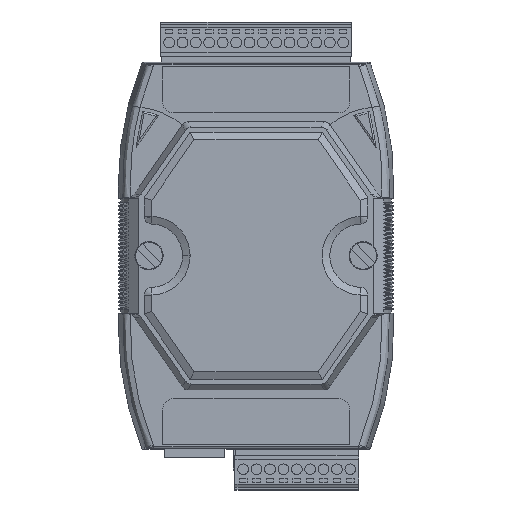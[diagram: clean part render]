
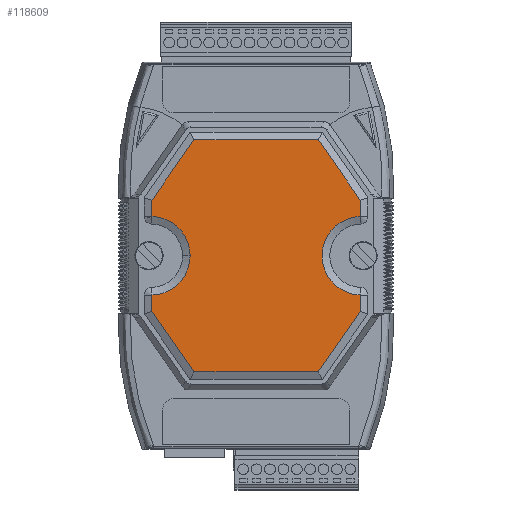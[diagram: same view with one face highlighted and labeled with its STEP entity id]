
A CAD part, top view. The second image highlights one B-rep face of the part: STEP entity #118609.
In plain terms, the highlighted planar face has unit normal (0, 0, 1).
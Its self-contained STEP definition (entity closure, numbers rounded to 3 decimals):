
#156 = FACE_OUTER_BOUND ( 'NONE', #14580, .T. ) ;
#364 = VECTOR ( 'NONE', #14914, 1000. ) ;
#5398 = CARTESIAN_POINT ( 'NONE',  ( 27.25, -10.296, 13.9 ) ) ;
#5761 = VERTEX_POINT ( 'NONE', #20939 ) ;
#6542 = VERTEX_POINT ( 'NONE', #79932 ) ;
#6564 = VECTOR ( 'NONE', #30199, 1000. ) ;
#8055 = CARTESIAN_POINT ( 'NONE',  ( 38.887, -2.208, 13.9 ) ) ;
#9924 = CARTESIAN_POINT ( 'NONE',  ( -27.25, -14.536, 13.9 ) ) ;
#10446 = LINE ( 'NONE', #30255, #134280 ) ;
#11779 = DIRECTION ( 'NONE',  ( 1., 0., 0. ) ) ;
#11799 = DIRECTION ( 'NONE',  ( 0., 1., 0. ) ) ;
#12067 = ORIENTED_EDGE ( 'NONE', *, *, #107345, .T. ) ;
#12876 = ORIENTED_EDGE ( 'NONE', *, *, #116508, .T. ) ;
#13260 = ORIENTED_EDGE ( 'NONE', *, *, #134704, .T. ) ;
#13336 = VERTEX_POINT ( 'NONE', #28746 ) ;
#14580 = EDGE_LOOP ( 'NONE', ( #70823, #89112, #115625, #127149, #110518, #24800, #12876, #91454, #126414, #12067, #117123, #13260, #125937 ) ) ;
#14914 = DIRECTION ( 'NONE',  ( 0., 1., 0. ) ) ;
#18162 = CARTESIAN_POINT ( 'NONE',  ( 16.259, 30.35, 13.9 ) ) ;
#20659 = VERTEX_POINT ( 'NONE', #120938 ) ;
#20939 = CARTESIAN_POINT ( 'NONE',  ( 27.25, 14.536, 13.9 ) ) ;
#23394 = LINE ( 'NONE', #125812, #103026 ) ;
#23532 = EDGE_CURVE ( 'NONE', #77318, #32269, #43861, .T. ) ;
#24800 = ORIENTED_EDGE ( 'NONE', *, *, #101119, .T. ) ;
#27439 = VERTEX_POINT ( 'NONE', #41589 ) ;
#28746 = CARTESIAN_POINT ( 'NONE',  ( -16.259, 30.35, 13.9 ) ) ;
#28804 = LINE ( 'NONE', #91545, #66579 ) ;
#29587 = VECTOR ( 'NONE', #51040, 1000. ) ;
#30199 = DIRECTION ( 'NONE',  ( -0.571, -0.821, 0. ) ) ;
#30255 = CARTESIAN_POINT ( 'NONE',  ( 17.305, -30.35, 13.9 ) ) ;
#30670 = LINE ( 'NONE', #72273, #76700 ) ;
#32063 = CIRCLE ( 'NONE', #90867, 10.3 ) ;
#32269 = VERTEX_POINT ( 'NONE', #56198 ) ;
#38665 = CARTESIAN_POINT ( 'NONE',  ( 27.55, 0., 13.9 ) ) ;
#41589 = CARTESIAN_POINT ( 'NONE',  ( -27.25, -10.296, 13.9 ) ) ;
#43861 = LINE ( 'NONE', #85504, #90957 ) ;
#47924 = DIRECTION ( 'NONE',  ( 0., -1., 0. ) ) ;
#50024 = DIRECTION ( 'NONE',  ( 1., 0., 0. ) ) ;
#51040 = DIRECTION ( 'NONE',  ( -0.571, 0.821, 0. ) ) ;
#52057 = LINE ( 'NONE', #114156, #105368 ) ;
#55280 = EDGE_CURVE ( 'NONE', #126006, #13336, #52057, .T. ) ;
#56198 = CARTESIAN_POINT ( 'NONE',  ( -27.25, 10.296, 13.9 ) ) ;
#56482 = EDGE_CURVE ( 'NONE', #66458, #103030, #23394, .T. ) ;
#59835 = AXIS2_PLACEMENT_3D ( 'NONE', #109762, #98853, #99540 ) ;
#60574 = EDGE_CURVE ( 'NONE', #27439, #134789, #28804, .T. ) ;
#61223 = EDGE_CURVE ( 'NONE', #5761, #126006, #102235, .T. ) ;
#64936 = VERTEX_POINT ( 'NONE', #74516 ) ;
#65895 = EDGE_CURVE ( 'NONE', #6542, #64936, #10446, .T. ) ;
#66458 = VERTEX_POINT ( 'NONE', #97560 ) ;
#66579 = VECTOR ( 'NONE', #47924, 1000. ) ;
#70823 = ORIENTED_EDGE ( 'NONE', *, *, #60574, .T. ) ;
#70850 = CARTESIAN_POINT ( 'NONE',  ( -11.486, -37.218, 13.9 ) ) ;
#72273 = CARTESIAN_POINT ( 'NONE',  ( 27.608, -14.021, 13.9 ) ) ;
#74310 = LINE ( 'NONE', #87255, #364 ) ;
#74516 = CARTESIAN_POINT ( 'NONE',  ( 16.259, -30.35, 13.9 ) ) ;
#75207 = DIRECTION ( 'NONE',  ( -1., 0., 0. ) ) ;
#75640 = DIRECTION ( 'NONE',  ( 0.571, 0.821, 0. ) ) ;
#76700 = VECTOR ( 'NONE', #75640, 1000. ) ;
#77318 = VERTEX_POINT ( 'NONE', #97247 ) ;
#79046 = DIRECTION ( 'NONE',  ( 1., 0., 0. ) ) ;
#79271 = AXIS2_PLACEMENT_3D ( 'NONE', #80757, #133988, #50024 ) ;
#79932 = CARTESIAN_POINT ( 'NONE',  ( -16.259, -30.35, 13.9 ) ) ;
#80302 = DIRECTION ( 'NONE',  ( 0., 0., -1. ) ) ;
#80757 = CARTESIAN_POINT ( 'NONE',  ( 27.25, -10.296, 13.9 ) ) ;
#84611 = EDGE_CURVE ( 'NONE', #20659, #27439, #86252, .T. ) ;
#85504 = CARTESIAN_POINT ( 'NONE',  ( -27.25, 10.296, 13.9 ) ) ;
#85963 = CIRCLE ( 'NONE', #59835, 10.3 ) ;
#86252 = CIRCLE ( 'NONE', #121140, 10.3 ) ;
#87255 = CARTESIAN_POINT ( 'NONE',  ( 27.25, -10.296, 13.9 ) ) ;
#87884 = CARTESIAN_POINT ( 'NONE',  ( 27.25, 10.296, 13.9 ) ) ;
#89112 = ORIENTED_EDGE ( 'NONE', *, *, #122404, .T. ) ;
#89973 = LINE ( 'NONE', #70850, #127618 ) ;
#90867 = AXIS2_PLACEMENT_3D ( 'NONE', #38665, #80302, #121929 ) ;
#90957 = VECTOR ( 'NONE', #116210, 1000. ) ;
#91454 = ORIENTED_EDGE ( 'NONE', *, *, #61223, .T. ) ;
#91545 = CARTESIAN_POINT ( 'NONE',  ( -27.25, -10.296, 13.9 ) ) ;
#97247 = CARTESIAN_POINT ( 'NONE',  ( -27.25, 14.536, 13.9 ) ) ;
#97560 = CARTESIAN_POINT ( 'NONE',  ( 27.25, -14.536, 13.9 ) ) ;
#98853 = DIRECTION ( 'NONE',  ( 0., 0., -1. ) ) ;
#99540 = DIRECTION ( 'NONE',  ( 1., 0., 0. ) ) ;
#100886 = DIRECTION ( 'NONE',  ( 0.571, -0.821, 0. ) ) ;
#101119 = EDGE_CURVE ( 'NONE', #103030, #128165, #32063, .T. ) ;
#102235 = LINE ( 'NONE', #8055, #29587 ) ;
#102564 = PLANE ( 'NONE',  #79271 ) ;
#103026 = VECTOR ( 'NONE', #11799, 1000. ) ;
#103030 = VERTEX_POINT ( 'NONE', #5398 ) ;
#103873 = LINE ( 'NONE', #123705, #6564 ) ;
#105368 = VECTOR ( 'NONE', #75207, 1000. ) ;
#107345 = EDGE_CURVE ( 'NONE', #13336, #77318, #103873, .T. ) ;
#109762 = CARTESIAN_POINT ( 'NONE',  ( -27.55, 0., 13.9 ) ) ;
#110518 = ORIENTED_EDGE ( 'NONE', *, *, #56482, .T. ) ;
#114156 = CARTESIAN_POINT ( 'NONE',  ( -17.305, 30.35, 13.9 ) ) ;
#115625 = ORIENTED_EDGE ( 'NONE', *, *, #65895, .T. ) ;
#116210 = DIRECTION ( 'NONE',  ( 0., -1., 0. ) ) ;
#116508 = EDGE_CURVE ( 'NONE', #128165, #5761, #74310, .T. ) ;
#117123 = ORIENTED_EDGE ( 'NONE', *, *, #23532, .T. ) ;
#118609 = ADVANCED_FACE ( 'NONE', ( #156 ), #102564, .T. ) ;
#120938 = CARTESIAN_POINT ( 'NONE',  ( -17.25, 0., 13.9 ) ) ;
#121140 = AXIS2_PLACEMENT_3D ( 'NONE', #130952, #130287, #79046 ) ;
#121929 = DIRECTION ( 'NONE',  ( 1., 0., 0. ) ) ;
#122404 = EDGE_CURVE ( 'NONE', #134789, #6542, #89973, .T. ) ;
#123705 = CARTESIAN_POINT ( 'NONE',  ( -27.608, 14.021, 13.9 ) ) ;
#125812 = CARTESIAN_POINT ( 'NONE',  ( 27.25, -10.296, 13.9 ) ) ;
#125937 = ORIENTED_EDGE ( 'NONE', *, *, #84611, .T. ) ;
#126006 = VERTEX_POINT ( 'NONE', #18162 ) ;
#126414 = ORIENTED_EDGE ( 'NONE', *, *, #55280, .T. ) ;
#127149 = ORIENTED_EDGE ( 'NONE', *, *, #131526, .T. ) ;
#127618 = VECTOR ( 'NONE', #100886, 1000. ) ;
#128165 = VERTEX_POINT ( 'NONE', #87884 ) ;
#130287 = DIRECTION ( 'NONE',  ( 0., 0., -1. ) ) ;
#130952 = CARTESIAN_POINT ( 'NONE',  ( -27.55, 0., 13.9 ) ) ;
#131526 = EDGE_CURVE ( 'NONE', #64936, #66458, #30670, .T. ) ;
#133988 = DIRECTION ( 'NONE',  ( 0., 0., 1. ) ) ;
#134280 = VECTOR ( 'NONE', #11779, 1000. ) ;
#134704 = EDGE_CURVE ( 'NONE', #32269, #20659, #85963, .T. ) ;
#134789 = VERTEX_POINT ( 'NONE', #9924 ) ;
